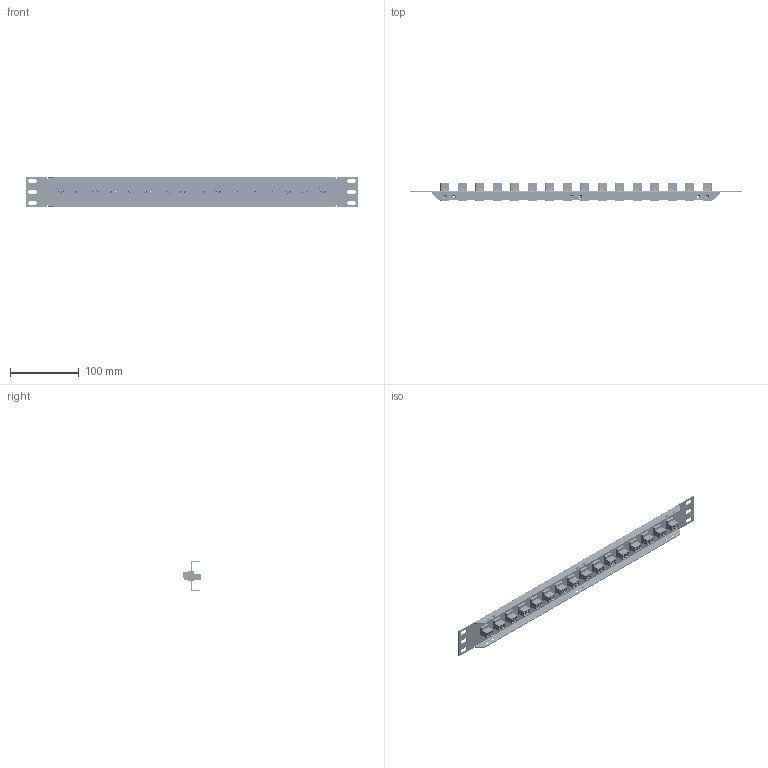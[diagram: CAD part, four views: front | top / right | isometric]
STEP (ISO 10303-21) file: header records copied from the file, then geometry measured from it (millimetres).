
FILE_DESCRIPTION (( 'STEP AP203' ), '1' );
FILE_NAME ('PR175DLCB16B.STEP', '2015-04-08T18:45:46', ( 'x' ), ( '' ), 'SwSTEP 2.0', 'SolidWorks 2014', '' );
FILE_SCHEMA (( 'CONFIG_CONTROL_DESIGN' ));
Length unit declared in the file: inch
Products named in the file (3): PR175DLCB16B; PR175DLC16B-MA1; 1AF02-049
Assembly tree (17 placements, depth 2):
  PR175DLCB16B
    PR175DLC16B-MA1
    1AF02-049  x16
Bounding box: 482.6 x 25.84 x 43.94 mm (x, y, z)
Volume: 73505 mm3; surface area: 120364.3 mm2
Topology: 65 solids, 65 shells, 8421 faces, 22168 edges, 13984 vertices
Faces by surface type: plane 4293, cylinder 2416, cone 984, bspline 728
Entity records: 40320 total; most frequent: CARTESIAN_POINT 14283, ORIENTED_EDGE 5650, DIRECTION 4487, EDGE_CURVE 2825, VECTOR 1955, LINE 1955, VERTEX_POINT 1834, AXIS2_PLACEMENT_3D 1266
